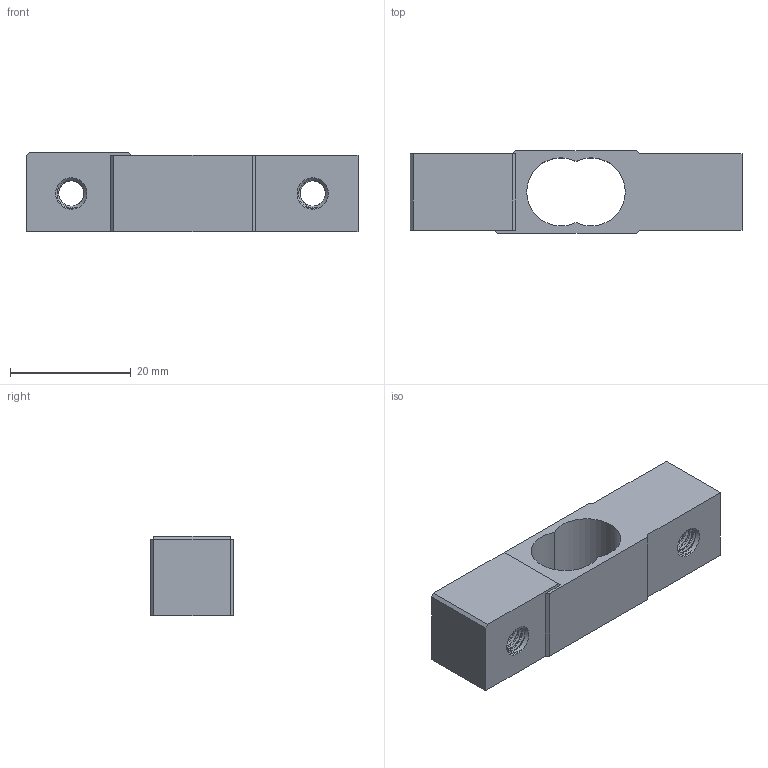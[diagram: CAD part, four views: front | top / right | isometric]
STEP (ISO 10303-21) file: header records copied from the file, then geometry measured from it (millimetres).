
FILE_DESCRIPTION(/* description */ (''),/* implementation_level */ '2;1');
FILE_NAME(/* name */ 'TAL220B.step',/* time_stamp */ '2018-12-22T22:57:16-08:00',/* author */ (''),/* organization */ (''),/* preprocessor_version */ 'ST-DEVELOPER v17.2',/* originating_system */ 'Autodesk Translation Framework v7.6.0.251',/* authorisation */ '');
FILE_SCHEMA (('AUTOMOTIVE_DESIGN { 1 0 10303 214 3 1 1 }'));
Length unit declared in the file: millimetre
Products named in the file (1): (Unsaved)
Bounding box: 55 x 13.7 x 13.2 mm (x, y, z)
Volume: 6906.4 mm3; surface area: 3918.7 mm2
Topology: 1 solids, 1 shells, 97 faces, 277 edges, 182 vertices
Faces by surface type: cylinder 72, plane 17, cone 4, bspline 4
Full cylindrical faces by diameter (mm): 4.2 x32, 4.901 x30
Entity records: 7868 total; most frequent: CARTESIAN_POINT 5577, ORIENTED_EDGE 554, DIRECTION 337, EDGE_CURVE 277, VERTEX_POINT 182, B_SPLINE_CURVE_WITH_KNOTS 144, LINE 117, VECTOR 117
